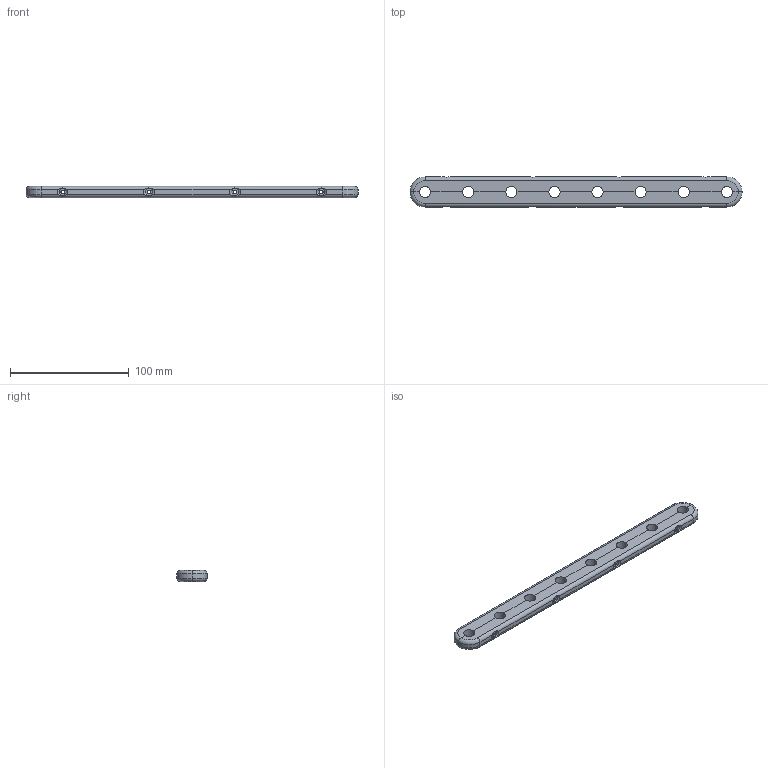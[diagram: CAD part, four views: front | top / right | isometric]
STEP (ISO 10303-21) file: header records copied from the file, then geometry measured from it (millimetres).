
FILE_DESCRIPTION(/* description */ (''),/* implementation_level */ '2;1');
FILE_NAME(/* name */ 'Coil Support Large.step',/* time_stamp */ '2024-06-01T19:20:39-04:00',/* author */ (''),/* organization */ (''),/* preprocessor_version */ 'ST-DEVELOPER v20',/* originating_system */ 'Autodesk Translation Framework v13.14.0.145',/* authorisation */ '');
FILE_SCHEMA (('AUTOMOTIVE_DESIGN { 1 0 10303 214 3 1 1 }'));
Length unit declared in the file: millimetre
Products named in the file (1): FusionComponent
Bounding box: 279.4 x 25.4 x 9.4 mm (x, y, z)
Volume: 56559.4 mm3; surface area: 23842.1 mm2
Topology: 2 solids, 2 shells, 112 faces, 316 edges, 208 vertices
Faces by surface type: plane 64, cylinder 36, torus 12
Full cylindrical faces by diameter (mm): 3 x8, 6 x4
Entity records: 3884 total; most frequent: CARTESIAN_POINT 809, DIRECTION 666, ORIENTED_EDGE 632, EDGE_CURVE 316, AXIS2_PLACEMENT_3D 249, VERTEX_POINT 208, LINE 168, VECTOR 168
